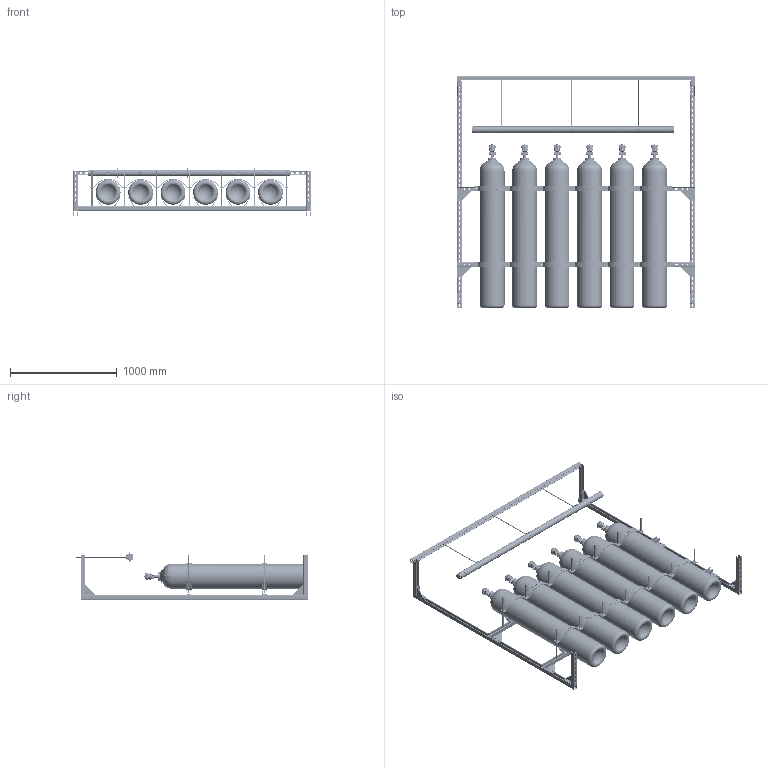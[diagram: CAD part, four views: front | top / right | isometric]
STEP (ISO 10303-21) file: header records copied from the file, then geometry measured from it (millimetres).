
FILE_DESCRIPTION (( 'STEP AP214' ), '1' );
FILE_NAME ('Cylinder Storage Rack, 49L, Metal Framing, Galvanized (6 cylinder 6x1) Six Cylinders.STEP', '2020-05-07T13:06:56', ( '' ), ( '' ), 'SwSTEP 2.0', 'SolidWorks 2019', '' );
FILE_SCHEMA (( 'AUTOMOTIVE_DESIGN' ));
Length unit declared in the file: inch
Products named in the file (43): Clamp 2.stp; Restraining_Plate_49L.stp; PLUG_HEX HD_0.250 NPT M_CL 3000_ALY STL_GALV.stp; V_MULLER_470B0020.stp; Support 1.stp; P-000-950-111 (-08).stp; Tank_49L.stp; Z-000-950-115_AS-01.stp; Plate 2.stp; Plate 1.stp; 470B0020_PLATE.stp; Clamp Assembly.stp; Clamp.stp; Rode.stp; Stand 2.stp; 8BC300-25E_CYLINDER.stp; Base Plate 2.stp; P-000-950-110(-08).stp; Stand 3.stp; PLUG_HEX HD_1.500 NPT M_CL 3000_ALY STL_GALV.stp; Restraint F.stp; Support 2..stp; Cylinder Storage Rack, 49L, Metal Framing, Galvanized (6 cylinder 6x1) Six Cylinders.stp; 470B0020_HEX NUT.stp; Rode 2.stp; Stand.stp; Cylinder Storage Rack, 49L, Metal Framing, Galvanized (6 cylinder 6x1) Six Cylinders; Restraint F_1.stp; 470B0020_HANDLE.stp; Base Plate.stp; 470B0020_HOUSING.stp
Assembly tree (113 placements, depth 5):
  Cylinder Storage Rack, 49L, Metal Framing, Galvanized (6 cylinder 6x1) Six Cylinders
    Cylinder Storage Rack, 49L, Metal Framing, Galvanized (6 cylinder 6x1) Six Cylinders.stp
      Clamp Assembly.stp
        Clamp.stp
        Clamp 2.stp
      Tank_49L.stp
        V_MULLER_470B0020.stp
          470B0020_HOUSING.stp
          470B0020_PLATE.stp
          470B0020_HANDLE.stp
          470B0020_HEX NUT.stp
        8BC300-25E_CYLINDER.stp
        Z-000-950-115_AS-01.stp
      Tank_49L.stp
        V_MULLER_470B0020.stp
          470B0020_HOUSING.stp
          470B0020_PLATE.stp
          470B0020_HANDLE.stp
          470B0020_HEX NUT.stp
        8BC300-25E_CYLINDER.stp
        Z-000-950-115_AS-01.stp
      Tank_49L.stp
        V_MULLER_470B0020.stp
          470B0020_HOUSING.stp
          470B0020_PLATE.stp
          470B0020_HANDLE.stp
          470B0020_HEX NUT.stp
        8BC300-25E_CYLINDER.stp
        Z-000-950-115_AS-01.stp
      Tank_49L.stp
        V_MULLER_470B0020.stp
          470B0020_HOUSING.stp
          470B0020_PLATE.stp
          470B0020_HANDLE.stp
          470B0020_HEX NUT.stp
        8BC300-25E_CYLINDER.stp
        Z-000-950-115_AS-01.stp
      Tank_49L.stp
        V_MULLER_470B0020.stp
          470B0020_HOUSING.stp
          470B0020_PLATE.stp
          470B0020_HANDLE.stp
          470B0020_HEX NUT.stp
        8BC300-25E_CYLINDER.stp
        Z-000-950-115_AS-01.stp
      Tank_49L.stp
        V_MULLER_470B0020.stp
          470B0020_HOUSING.stp
          470B0020_PLATE.stp
          470B0020_HANDLE.stp
          470B0020_HEX NUT.stp
        8BC300-25E_CYLINDER.stp
        Z-000-950-115_AS-01.stp
      Clamp Assembly.stp
        Clamp.stp
        Clamp 2.stp
      Clamp Assembly.stp
        Clamp.stp
        Clamp 2.stp
      P-000-950-111 (-08).stp
Bounding box: 2235.2 x 2175.14 x 447.68 mm (x, y, z)
Volume: 53729331.7 mm3; surface area: 18393343.4 mm2
Topology: 102 solids, 102 shells, 7247 faces, 18633 edges, 11962 vertices
Faces by surface type: plane 3156, cylinder 2134, bspline 956, cone 644, torus 291, sphere 66
Entity records: 149465 total; most frequent: CARTESIAN_POINT 81417, ORIENTED_EDGE 14010, DIRECTION 13115, EDGE_CURVE 7005, AXIS2_PLACEMENT_3D 4828, VERTEX_POINT 4585, VECTOR 3459, LINE 3459
